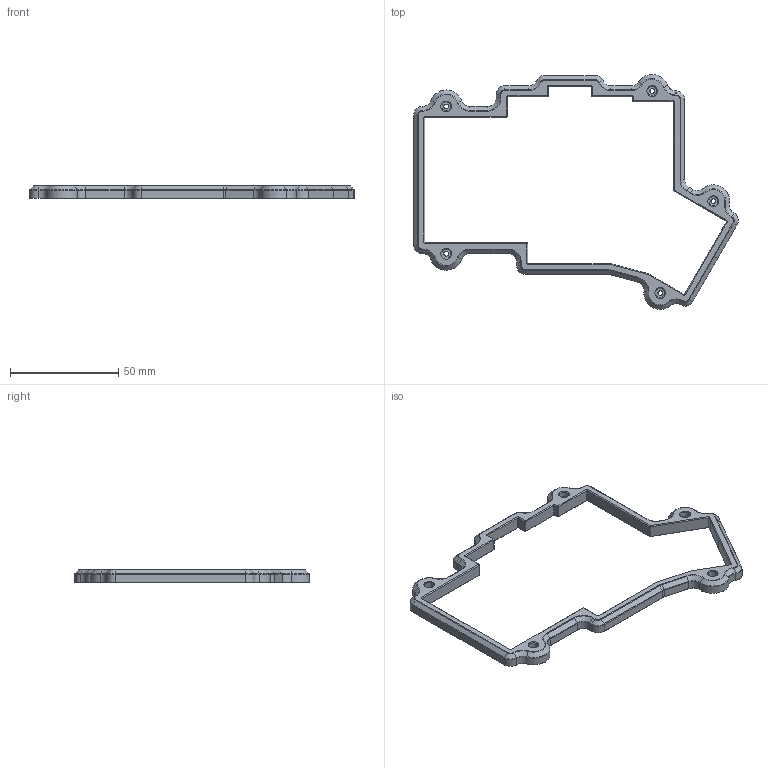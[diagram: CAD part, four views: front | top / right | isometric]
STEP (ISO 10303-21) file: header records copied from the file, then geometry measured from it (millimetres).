
FILE_DESCRIPTION(/* description */ (''),/* implementation_level */ '2;1');
FILE_NAME(/* name */ 'VOID Ergo S - top_left.step',/* time_stamp */ '2022-08-17T11:43:00+03:00',/* author */ (''),/* organization */ (''),/* preprocessor_version */ 'ST-DEVELOPER v19',/* originating_system */ 'Autodesk Translation Framework v11.7.0.108',/* authorisation */ '');
FILE_SCHEMA (('AUTOMOTIVE_DESIGN { 1 0 10303 214 3 1 1 }'));
Length unit declared in the file: millimetre
Products named in the file (1): VOID Ergo Split Slim
Bounding box: 149.99 x 108.58 x 6 mm (x, y, z)
Volume: 15131.7 mm3; surface area: 10491.2 mm2
Topology: 1 solids, 1 shells, 386 faces, 856 edges, 469 vertices
Faces by surface type: cylinder 138, torus 108, plane 87, cone 53
Full cylindrical faces by diameter (mm): 2.2 x5, 4.2 x5
Entity records: 10516 total; most frequent: DIRECTION 2077, CARTESIAN_POINT 1719, ORIENTED_EDGE 1696, EDGE_CURVE 848, AXIS2_PLACEMENT_3D 843, VERTEX_POINT 469, CIRCLE 456, EDGE_LOOP 403
